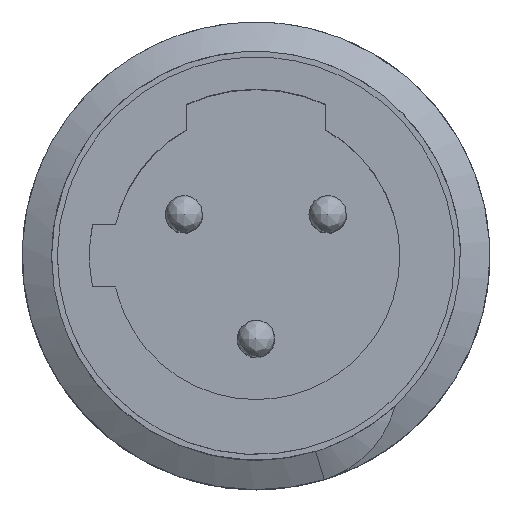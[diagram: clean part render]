
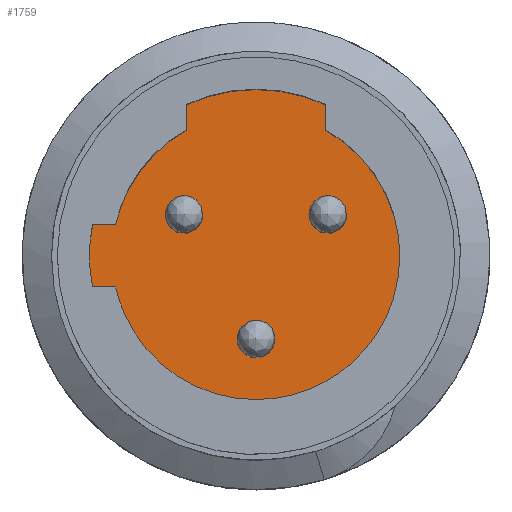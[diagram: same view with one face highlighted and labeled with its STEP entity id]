
A CAD part, top view. The second image highlights one B-rep face of the part: STEP entity #1759.
In plain terms, the highlighted free-form (B-spline) face has degree [1, 1] with [2, 2] control points.
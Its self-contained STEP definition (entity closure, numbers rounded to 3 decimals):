
#1481=CARTESIAN_POINT('',(1.833,4.,41.1));
#1482=VERTEX_POINT('',#1481);
#1489=CARTESIAN_POINT('',(-1.833,4.,41.1));
#1490=VERTEX_POINT('',#1489);
#1496=CARTESIAN_POINT('',(-1.833,4.,41.1));
#1497=CARTESIAN_POINT('',(0.,4.84,41.1));
#1498=CARTESIAN_POINT('',(1.833,4.,41.1));
#1499=(BOUNDED_CURVE()B_SPLINE_CURVE(2,(#1496,#1497,#1498),.CIRCULAR_ARC.,.F.,.U.)B_SPLINE_CURVE_WITH_KNOTS((3,3),(0.,1.),.UNSPECIFIED.)CURVE()GEOMETRIC_REPRESENTATION_ITEM()RATIONAL_B_SPLINE_CURVE((1.,0.909,1.))REPRESENTATION_ITEM(''));
#1500=EDGE_CURVE('',#1490,#1482,#1499,.T.);
#1511=CARTESIAN_POINT('',(1.833,3.329,41.1));
#1512=VERTEX_POINT('',#1511);
#1513=CARTESIAN_POINT('',(1.833,4.,41.1));
#1514=CARTESIAN_POINT('',(1.833,3.329,41.1));
#1515=B_SPLINE_CURVE_WITH_KNOTS('',1,(#1513,#1514),.POLYLINE_FORM.,.F.,.U.,(2,2),(0.789,1.),.UNSPECIFIED.);
#1516=EDGE_CURVE('',#1482,#1512,#1515,.T.);
#1550=CARTESIAN_POINT('',(-3.709,-0.825,41.1));
#1551=VERTEX_POINT('',#1550);
#1552=CARTESIAN_POINT('',(1.833,3.329,41.1));
#1553=CARTESIAN_POINT('',(1.867,3.31,41.1));
#1554=CARTESIAN_POINT('',(1.9,3.291,41.1));
#1555=CARTESIAN_POINT('',(7.6,0.,41.1));
#1556=CARTESIAN_POINT('',(1.9,-3.291,41.1));
#1557=CARTESIAN_POINT('',(-2.585,-5.88,41.1));
#1558=CARTESIAN_POINT('',(-3.709,-0.825,41.1));
#1559=(BOUNDED_CURVE()B_SPLINE_CURVE(2,(#1552,#1553,#1554,#1555,#1556,#1557,#1558),.CIRCULAR_ARC.,.F.,.U.)B_SPLINE_CURVE_WITH_KNOTS((3,2,2,3),(0.04,0.044,0.377,0.671),.UNSPECIFIED.)CURVE()GEOMETRIC_REPRESENTATION_ITEM()RATIONAL_B_SPLINE_CURVE((0.989,0.994,1.,0.5,1.,0.56,0.895))REPRESENTATION_ITEM(''));
#1560=EDGE_CURVE('',#1512,#1551,#1559,.T.);
#1577=CARTESIAN_POINT('',(-4.322,-0.825,41.1));
#1578=VERTEX_POINT('',#1577);
#1586=CARTESIAN_POINT('',(-3.709,-0.825,41.1));
#1587=CARTESIAN_POINT('',(-4.322,-0.825,41.1));
#1588=B_SPLINE_CURVE_WITH_KNOTS('',1,(#1586,#1587),.POLYLINE_FORM.,.F.,.U.,(2,2),(0.,0.246),.UNSPECIFIED.);
#1589=EDGE_CURVE('',#1551,#1578,#1588,.T.);
#1609=CARTESIAN_POINT('',(-4.322,0.825,41.1));
#1610=VERTEX_POINT('',#1609);
#1618=CARTESIAN_POINT('',(-4.322,-0.825,41.1));
#1619=CARTESIAN_POINT('',(-4.479,0.,41.1));
#1620=CARTESIAN_POINT('',(-4.322,0.825,41.1));
#1621=(BOUNDED_CURVE()B_SPLINE_CURVE(2,(#1618,#1619,#1620),.CIRCULAR_ARC.,.F.,.U.)B_SPLINE_CURVE_WITH_KNOTS((3,3),(0.,1.),.UNSPECIFIED.)CURVE()GEOMETRIC_REPRESENTATION_ITEM()RATIONAL_B_SPLINE_CURVE((1.,0.982,1.))REPRESENTATION_ITEM(''));
#1622=EDGE_CURVE('',#1578,#1610,#1621,.T.);
#1633=CARTESIAN_POINT('',(-3.709,0.825,41.1));
#1634=VERTEX_POINT('',#1633);
#1635=CARTESIAN_POINT('',(-4.322,0.825,41.1));
#1636=CARTESIAN_POINT('',(-3.709,0.825,41.1));
#1637=B_SPLINE_CURVE_WITH_KNOTS('',1,(#1635,#1636),.POLYLINE_FORM.,.F.,.U.,(2,2),(0.754,1.),.UNSPECIFIED.);
#1638=EDGE_CURVE('',#1610,#1634,#1637,.T.);
#1668=CARTESIAN_POINT('',(-1.833,3.329,41.1));
#1669=VERTEX_POINT('',#1668);
#1670=CARTESIAN_POINT('',(-3.709,0.825,41.1));
#1671=CARTESIAN_POINT('',(-3.337,2.501,41.1));
#1672=CARTESIAN_POINT('',(-1.833,3.329,41.1));
#1673=(BOUNDED_CURVE()B_SPLINE_CURVE(2,(#1670,#1671,#1672),.CIRCULAR_ARC.,.F.,.U.)B_SPLINE_CURVE_WITH_KNOTS((3,3),(0.83,0.96),.UNSPECIFIED.)CURVE()GEOMETRIC_REPRESENTATION_ITEM()RATIONAL_B_SPLINE_CURVE((0.895,0.747,0.75))REPRESENTATION_ITEM(''));
#1674=EDGE_CURVE('',#1634,#1669,#1673,.T.);
#1694=CARTESIAN_POINT('',(-1.833,3.329,41.1));
#1695=CARTESIAN_POINT('',(-1.833,4.,41.1));
#1696=B_SPLINE_CURVE_WITH_KNOTS('',1,(#1694,#1695),.POLYLINE_FORM.,.F.,.U.,(2,2),(0.,0.211),.UNSPECIFIED.);
#1697=EDGE_CURVE('',#1669,#1490,#1696,.T.);
#1702=CARTESIAN_POINT('',(8.258,7.24,41.1));
#1703=CARTESIAN_POINT('',(8.258,-7.24,41.1));
#1704=CARTESIAN_POINT('',(-6.222,7.24,41.1));
#1705=CARTESIAN_POINT('',(-6.222,-7.24,41.1));
#1706=B_SPLINE_SURFACE_WITH_KNOTS('',1,1,((#1702,#1703),(#1704,#1705)),.PLANE_SURF.,.F.,.F.,.U.,(2,2),(2,2),(0.,1.),(0.,1.),.UNSPECIFIED.);
#1707=ORIENTED_EDGE('',*,*,#1674,.F.);
#1708=ORIENTED_EDGE('',*,*,#1638,.F.);
#1709=ORIENTED_EDGE('',*,*,#1622,.F.);
#1710=ORIENTED_EDGE('',*,*,#1589,.F.);
#1711=ORIENTED_EDGE('',*,*,#1560,.F.);
#1712=ORIENTED_EDGE('',*,*,#1516,.F.);
#1713=ORIENTED_EDGE('',*,*,#1500,.F.);
#1714=ORIENTED_EDGE('',*,*,#1697,.F.);
#1715=EDGE_LOOP('',(#1707,#1708,#1709,#1710,#1711,#1712,#1713,#1714));
#1716=FACE_OUTER_BOUND('',#1715,.T.);
#1717=CARTESIAN_POINT('',(-0.5,-2.194,41.1));
#1718=VERTEX_POINT('',#1717);
#1719=CARTESIAN_POINT('',(-0.5,-2.194,41.1));
#1720=CARTESIAN_POINT('',(-0.5,-3.06,41.1));
#1721=CARTESIAN_POINT('',(0.25,-2.627,41.1));
#1722=CARTESIAN_POINT('',(1.,-2.194,41.1));
#1723=CARTESIAN_POINT('',(0.25,-1.761,41.1));
#1724=CARTESIAN_POINT('',(-0.5,-1.328,41.1));
#1725=CARTESIAN_POINT('',(-0.5,-2.194,41.1));
#1726=(BOUNDED_CURVE()B_SPLINE_CURVE(2,(#1719,#1720,#1721,#1722,#1723,#1724,#1725),.CIRCULAR_ARC.,.T.,.U.)B_SPLINE_CURVE_WITH_KNOTS((3,2,2,3),(0.,0.333,0.667,1.),.UNSPECIFIED.)CURVE()GEOMETRIC_REPRESENTATION_ITEM()RATIONAL_B_SPLINE_CURVE((1.,0.5,1.,0.5,1.,0.5,1.))REPRESENTATION_ITEM(''));
#1727=EDGE_CURVE('',#1718,#1718,#1726,.T.);
#1728=ORIENTED_EDGE('',*,*,#1727,.F.);
#1729=EDGE_LOOP('',(#1728));
#1730=FACE_BOUND('',#1729,.T.);
#1731=CARTESIAN_POINT('',(1.4,1.097,41.1));
#1732=VERTEX_POINT('',#1731);
#1733=CARTESIAN_POINT('',(1.4,1.097,41.1));
#1734=CARTESIAN_POINT('',(1.4,0.231,41.1));
#1735=CARTESIAN_POINT('',(2.15,0.664,41.1));
#1736=CARTESIAN_POINT('',(2.9,1.097,41.1));
#1737=CARTESIAN_POINT('',(2.15,1.53,41.1));
#1738=CARTESIAN_POINT('',(1.4,1.963,41.1));
#1739=CARTESIAN_POINT('',(1.4,1.097,41.1));
#1740=(BOUNDED_CURVE()B_SPLINE_CURVE(2,(#1733,#1734,#1735,#1736,#1737,#1738,#1739),.CIRCULAR_ARC.,.T.,.U.)B_SPLINE_CURVE_WITH_KNOTS((3,2,2,3),(0.,0.333,0.667,1.),.UNSPECIFIED.)CURVE()GEOMETRIC_REPRESENTATION_ITEM()RATIONAL_B_SPLINE_CURVE((1.,0.5,1.,0.5,1.,0.5,1.))REPRESENTATION_ITEM(''));
#1741=EDGE_CURVE('',#1732,#1732,#1740,.T.);
#1742=ORIENTED_EDGE('',*,*,#1741,.F.);
#1743=EDGE_LOOP('',(#1742));
#1744=FACE_BOUND('',#1743,.T.);
#1745=CARTESIAN_POINT('',(-2.4,1.097,41.1));
#1746=VERTEX_POINT('',#1745);
#1747=CARTESIAN_POINT('',(-2.4,1.097,41.1));
#1748=CARTESIAN_POINT('',(-2.4,0.231,41.1));
#1749=CARTESIAN_POINT('',(-1.65,0.664,41.1));
#1750=CARTESIAN_POINT('',(-0.9,1.097,41.1));
#1751=CARTESIAN_POINT('',(-1.65,1.53,41.1));
#1752=CARTESIAN_POINT('',(-2.4,1.963,41.1));
#1753=CARTESIAN_POINT('',(-2.4,1.097,41.1));
#1754=(BOUNDED_CURVE()B_SPLINE_CURVE(2,(#1747,#1748,#1749,#1750,#1751,#1752,#1753),.CIRCULAR_ARC.,.T.,.U.)B_SPLINE_CURVE_WITH_KNOTS((3,2,2,3),(0.,0.333,0.667,1.),.UNSPECIFIED.)CURVE()GEOMETRIC_REPRESENTATION_ITEM()RATIONAL_B_SPLINE_CURVE((1.,0.5,1.,0.5,1.,0.5,1.))REPRESENTATION_ITEM(''));
#1755=EDGE_CURVE('',#1746,#1746,#1754,.T.);
#1756=ORIENTED_EDGE('',*,*,#1755,.F.);
#1757=EDGE_LOOP('',(#1756));
#1758=FACE_BOUND('',#1757,.T.);
#1759=ADVANCED_FACE('',(#1716,#1730,#1744,#1758),#1706,.T.);
